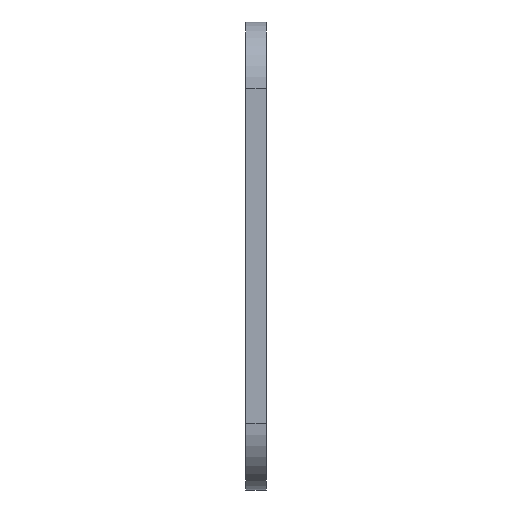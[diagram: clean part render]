
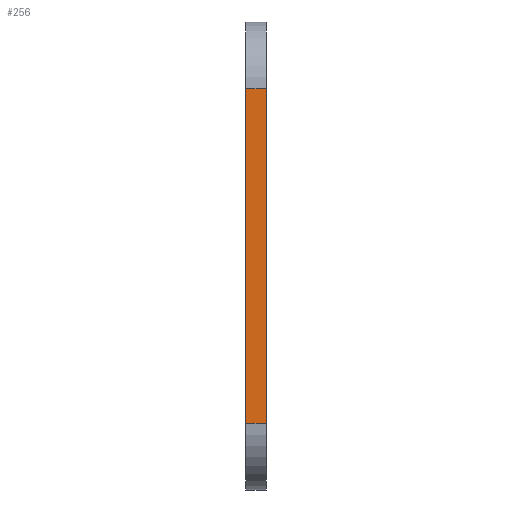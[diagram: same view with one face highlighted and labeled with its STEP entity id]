
A CAD part, left-side view. The second image highlights one B-rep face of the part: STEP entity #256.
In plain terms, the highlighted planar face has unit normal (-1, 0, 0).
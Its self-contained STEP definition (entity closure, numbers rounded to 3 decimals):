
#43 = EDGE_LOOP ( 'NONE', ( #522, #265, #889, #77 ) ) ;
#77 = ORIENTED_EDGE ( 'NONE', *, *, #422, .T. ) ;
#78 = VECTOR ( 'NONE', #662, 1000. ) ;
#103 = CARTESIAN_POINT ( 'NONE',  ( -50.5, 3., -25. ) ) ;
#153 = LINE ( 'NONE', #158, #1057 ) ;
#158 = CARTESIAN_POINT ( 'NONE',  ( -50.5, 0., -35. ) ) ;
#166 = EDGE_CURVE ( 'NONE', #447, #1047, #740, .T. ) ;
#175 = EDGE_CURVE ( 'NONE', #1047, #1059, #153, .T. ) ;
#238 = CARTESIAN_POINT ( 'NONE',  ( -50.5, 3., -35. ) ) ;
#256 = ADVANCED_FACE ( 'NONE', ( #323 ), #1009, .F. ) ;
#265 = ORIENTED_EDGE ( 'NONE', *, *, #166, .T. ) ;
#299 = AXIS2_PLACEMENT_3D ( 'NONE', #238, #584, #928 ) ;
#323 = FACE_OUTER_BOUND ( 'NONE', #43, .T. ) ;
#422 = EDGE_CURVE ( 'NONE', #1059, #441, #862, .T. ) ;
#441 = VERTEX_POINT ( 'NONE', #693 ) ;
#447 = VERTEX_POINT ( 'NONE', #103 ) ;
#522 = ORIENTED_EDGE ( 'NONE', *, *, #595, .F. ) ;
#567 = CARTESIAN_POINT ( 'NONE',  ( -50.5, 3., -25. ) ) ;
#584 = DIRECTION ( 'NONE',  ( 1., 0., 0. ) ) ;
#591 = CARTESIAN_POINT ( 'NONE',  ( -50.5, 3., -35. ) ) ;
#595 = EDGE_CURVE ( 'NONE', #447, #441, #600, .T. ) ;
#600 = LINE ( 'NONE', #591, #793 ) ;
#633 = CARTESIAN_POINT ( 'NONE',  ( -50.5, 0., -25. ) ) ;
#662 = DIRECTION ( 'NONE',  ( 0., 1., 0. ) ) ;
#689 = DIRECTION ( 'NONE',  ( 0., 0., 1. ) ) ;
#693 = CARTESIAN_POINT ( 'NONE',  ( -50.5, 3., 25. ) ) ;
#740 = LINE ( 'NONE', #567, #775 ) ;
#775 = VECTOR ( 'NONE', #910, 1000. ) ;
#793 = VECTOR ( 'NONE', #689, 1000. ) ;
#819 = CARTESIAN_POINT ( 'NONE',  ( -50.5, 0., 25. ) ) ;
#862 = LINE ( 'NONE', #1090, #78 ) ;
#889 = ORIENTED_EDGE ( 'NONE', *, *, #175, .T. ) ;
#910 = DIRECTION ( 'NONE',  ( 0., -1., 0. ) ) ;
#928 = DIRECTION ( 'NONE',  ( 0., 0., -1. ) ) ;
#1009 = PLANE ( 'NONE',  #299 ) ;
#1047 = VERTEX_POINT ( 'NONE', #633 ) ;
#1057 = VECTOR ( 'NONE', #1077, 1000. ) ;
#1059 = VERTEX_POINT ( 'NONE', #819 ) ;
#1077 = DIRECTION ( 'NONE',  ( 0., 0., 1. ) ) ;
#1090 = CARTESIAN_POINT ( 'NONE',  ( -50.5, 3., 25. ) ) ;
